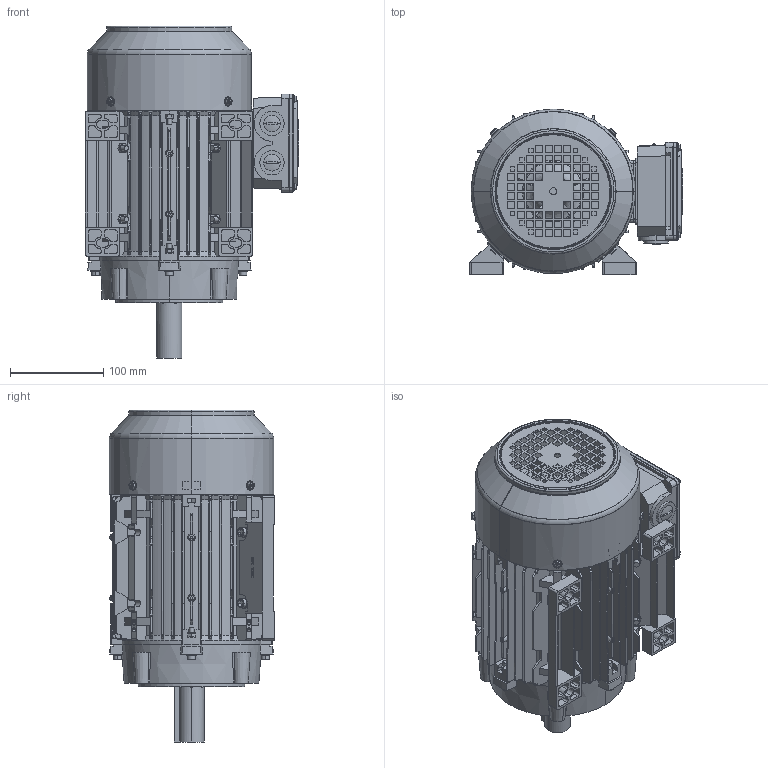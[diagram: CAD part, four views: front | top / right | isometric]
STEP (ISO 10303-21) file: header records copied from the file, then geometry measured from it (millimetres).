
FILE_DESCRIPTION (( 'STEP AP203' ), '1' );
FILE_NAME ('NEMA145KTC geneal assembly drawing.STEP', '2013-06-10T01:00:01', ( '·L?¥Î?' ), ( '·L?¤¤?' ), 'SwSTEP 2.0', 'SolidWorks 2007', '' );
FILE_SCHEMA (( 'CONFIG_CONTROL_DESIGN' ));
Length unit declared in the file: millimetre
Products named in the file (40): housing(NEMA145T); bolt(feet); NEMA145KTC geneal assembly drawing; feet(NEMA145T)_??; lock washer(feet); nut(feet); nameplate_??; self tapping screw; bolt(terminal box); dentiform gasket(terminal box base)); bolt(terminal box base); wiring diagram nameplate; terminal cover_??; bolt(terminal cover); bolt(housing); dentiform gasket(housing); shaft(NEMA145T); nut(front and back endshield); fan; snapring; fan cover; bolt(fan cover); drops guard25X46X2; bolt(front and back endshield); bolt(back endshield); dentiform gasket(front and back endshield); key_??; shaft sleeve; corrugated gasketD52(6205); sealing gasket(terminal box base); terminal box base_??; plug; rivet; sealing gasket(terminal cover); bearing6205_??; back endshield; 140KTC flange endshield_??; bearing clamp6205; bold(bearing clamp); framework oil seal25X37X7
Assembly tree (84 placements, depth 2):
  NEMA145KTC geneal assembly drawing
    feet(NEMA145T)_??  x2
    bolt(front and back endshield)  x7
    bolt(terminal box)
    snapring
    sealing gasket(terminal cover)
    rivet  x2
    bolt(fan cover)  x4
    dentiform gasket(front and back endshield)  x8
    nut(feet)  x4
    nut(front and back endshield)  x7
    bolt(terminal cover)  x4
    bearing6205_??  x2
    nameplate_??
    140KTC flange endshield_??
    lock washer(feet)  x4
    terminal cover_??
    back endshield
    shaft(NEMA145T)
    sealing gasket(terminal box base)
    bolt(terminal box base)  x4
    plug  x2
    framework oil seal25X37X7  x2
    fan
    bearing clamp6205
    drops guard25X46X2
    housing(NEMA145T)
    bolt(feet)  x4
    self tapping screw  x2
    bolt(housing)
    bold(bearing clamp)  x3
    shaft sleeve
    terminal box base_??
    dentiform gasket(terminal box base))
    corrugated gasketD52(6205)
    wiring diagram nameplate
    key_??
    fan cover
    bolt(back endshield)
    dentiform gasket(housing)
Bounding box: 228.35 x 177.17 x 355.45 mm (x, y, z)
Volume: 1439466 mm3; surface area: 930956.3 mm2
Topology: 83 solids, 85 shells, 4561 faces, 11913 edges, 7715 vertices
Faces by surface type: plane 2543, cylinder 1370, cone 314, torus 200, bspline 134
Entity records: 122101 total; most frequent: CARTESIAN_POINT 30933, ORIENTED_EDGE 18312, DIRECTION 17097, EDGE_CURVE 9162, VERTEX_POINT 5959, AXIS2_PLACEMENT_3D 5740, VECTOR 5617, LINE 5617
